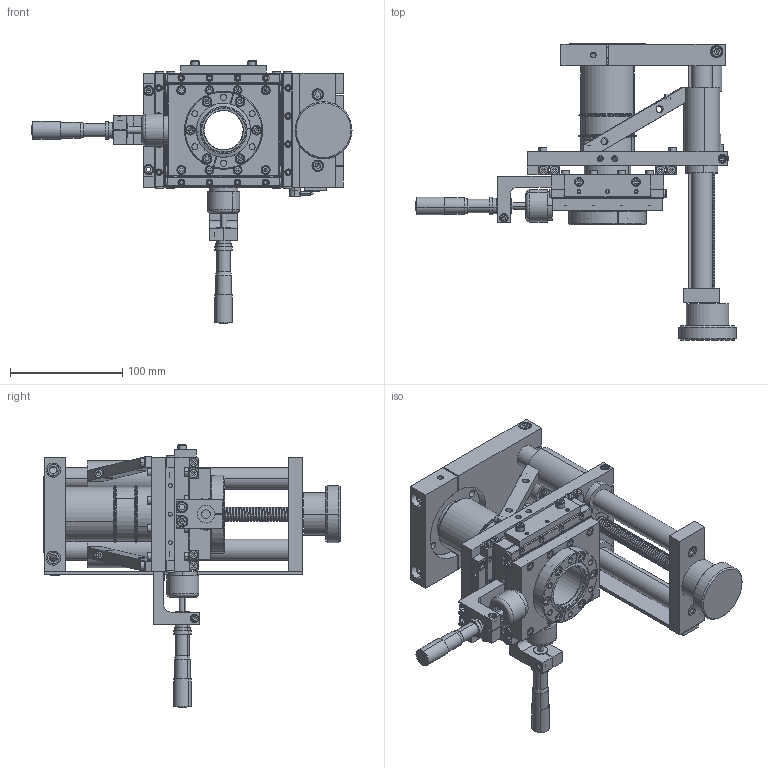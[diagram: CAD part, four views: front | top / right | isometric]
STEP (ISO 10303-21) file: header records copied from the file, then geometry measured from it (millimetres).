
FILE_DESCRIPTION (( 'STEP AP214' ), '1' );
FILE_NAME ('EC-1.39-B275C-T275TM-4_MM, AP214.STEP', '2023-06-28T22:41:04', ( '' ), ( '' ), 'SwSTEP 2.0', 'SolidWorks 2023', '' );
FILE_SCHEMA (( 'AUTOMOTIVE_DESIGN' ));
Length unit declared in the file: inch
Products named in the file (1): EC-1.39-B275C-T275TM-4_MM, AP214
Bounding box: 284.64 x 263.4 x 233.9 mm (x, y, z)
Surface area: 328012 mm2 (no closed solid volume)
Topology: 0 solids, 201 shells, 1736 faces, 5800 edges, 4078 vertices
Faces by surface type: plane 838, cylinder 581, cone 301, torus 14, bspline 2
Entity records: 69711 total; most frequent: CARTESIAN_POINT 19699, DIRECTION 10574, ORIENTED_EDGE 9034, EDGE_CURVE 5732, VERTEX_POINT 4078, LINE 3642, VECTOR 3642, AXIS2_PLACEMENT_3D 3466
